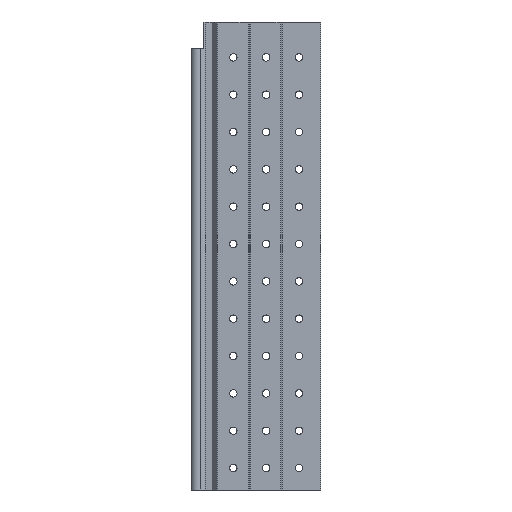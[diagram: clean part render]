
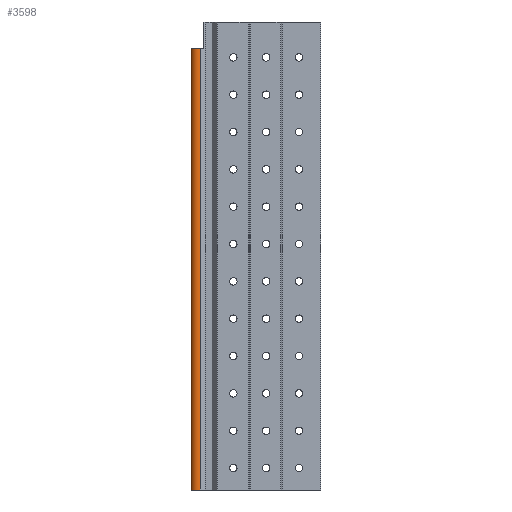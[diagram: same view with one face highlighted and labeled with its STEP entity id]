
A CAD part, left-side view. The second image highlights one B-rep face of the part: STEP entity #3598.
In plain terms, the highlighted cylindrical face has radius 6 mm (diameter 12 mm), a partial arc.
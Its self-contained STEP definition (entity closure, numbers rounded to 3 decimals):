
#4 = AXIS2_PLACEMENT_3D ( 'NONE', #1627, #2187, #797 ) ;
#46 = DIRECTION ( 'NONE',  ( 1., 0., 0. ) ) ;
#226 = LINE ( 'NONE', #3291, #3562 ) ;
#433 = ORIENTED_EDGE ( 'NONE', *, *, #1822, .F. ) ;
#447 = CARTESIAN_POINT ( 'NONE',  ( 9.078, 124.4, -27. ) ) ;
#495 = CARTESIAN_POINT ( 'NONE',  ( 3.882, 121.4, -470. ) ) ;
#648 = ORIENTED_EDGE ( 'NONE', *, *, #2278, .F. ) ;
#750 = DIRECTION ( 'NONE',  ( 0., 0., 1. ) ) ;
#797 = DIRECTION ( 'NONE',  ( -1., 0., 0. ) ) ;
#836 = CYLINDRICAL_SURFACE ( 'NONE', #3044, 6. ) ;
#988 = ORIENTED_EDGE ( 'NONE', *, *, #2630, .T. ) ;
#1137 = VECTOR ( 'NONE', #1619, 1000. ) ;
#1298 = VERTEX_POINT ( 'NONE', #1847 ) ;
#1457 = DIRECTION ( 'NONE',  ( 0., 0., 1. ) ) ;
#1479 = VERTEX_POINT ( 'NONE', #2469 ) ;
#1616 = AXIS2_PLACEMENT_3D ( 'NONE', #447, #2963, #3522 ) ;
#1619 = DIRECTION ( 'NONE',  ( 0., 0., 1. ) ) ;
#1627 = CARTESIAN_POINT ( 'NONE',  ( 9.078, 124.4, -470. ) ) ;
#1676 = CIRCLE ( 'NONE', #1616, 6. ) ;
#1719 = VERTEX_POINT ( 'NONE', #3533 ) ;
#1822 = EDGE_CURVE ( 'NONE', #1479, #2223, #2965, .T. ) ;
#1847 = CARTESIAN_POINT ( 'NONE',  ( 3.882, 121.4, -27. ) ) ;
#2187 = DIRECTION ( 'NONE',  ( 0., 0., -1. ) ) ;
#2223 = VERTEX_POINT ( 'NONE', #3072 ) ;
#2232 = LINE ( 'NONE', #495, #1137 ) ;
#2278 = EDGE_CURVE ( 'NONE', #2223, #1719, #226, .T. ) ;
#2280 = EDGE_CURVE ( 'NONE', #1479, #1298, #2232, .T. ) ;
#2469 = CARTESIAN_POINT ( 'NONE',  ( 3.882, 121.4, -470. ) ) ;
#2630 = EDGE_CURVE ( 'NONE', #1298, #1719, #1676, .T. ) ;
#2734 = EDGE_LOOP ( 'NONE', ( #988, #648, #433, #3081 ) ) ;
#2853 = FACE_OUTER_BOUND ( 'NONE', #2734, .T. ) ;
#2963 = DIRECTION ( 'NONE',  ( 0., 0., -1. ) ) ;
#2965 = CIRCLE ( 'NONE', #4, 6. ) ;
#3044 = AXIS2_PLACEMENT_3D ( 'NONE', #3427, #1457, #46 ) ;
#3072 = CARTESIAN_POINT ( 'NONE',  ( 14.275, 127.4, -470. ) ) ;
#3081 = ORIENTED_EDGE ( 'NONE', *, *, #2280, .T. ) ;
#3291 = CARTESIAN_POINT ( 'NONE',  ( 14.275, 127.4, -470. ) ) ;
#3427 = CARTESIAN_POINT ( 'NONE',  ( 9.078, 124.4, -470. ) ) ;
#3522 = DIRECTION ( 'NONE',  ( 0., 1., 0. ) ) ;
#3533 = CARTESIAN_POINT ( 'NONE',  ( 14.275, 127.4, -27. ) ) ;
#3562 = VECTOR ( 'NONE', #750, 1000. ) ;
#3598 = ADVANCED_FACE ( 'NONE', ( #2853 ), #836, .T. ) ;
